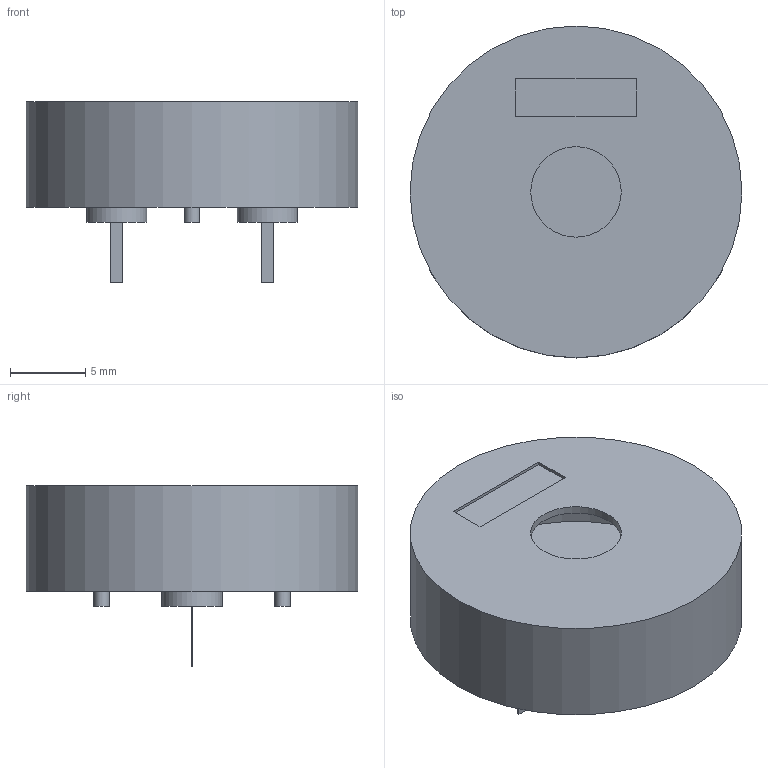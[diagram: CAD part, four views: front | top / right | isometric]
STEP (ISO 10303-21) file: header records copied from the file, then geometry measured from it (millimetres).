
FILE_DESCRIPTION(('FreeCAD Model'),'2;1');
FILE_NAME('Open CASCADE Shape Model','2023-04-29T21:52:21',(''),(''), 'Open CASCADE STEP processor 7.6','FreeCAD','Unknown');
FILE_SCHEMA(('AUTOMOTIVE_DESIGN { 1 0 10303 214 1 1 1 1 }'));
Length unit declared in the file: millimetre
Products named in the file (3): PiezoBuzzerAC2208; PinBody; HousingBody
Assembly tree (3 placements, depth 2):
  PiezoBuzzerAC2208
    PinBody  x2
    HousingBody
Bounding box: 22 x 22 x 12 mm (x, y, z)
Volume: 592 mm3; surface area: 2335.8 mm2
Topology: 3 solids, 3 shells, 32 faces, 57 edges, 38 vertices
Faces by surface type: plane 25, cylinder 7
Full cylindrical faces by diameter (mm): 1 x2, 4 x2, 6 x1, 21 x1, 22 x1
Entity records: 1267 total; most frequent: CARTESIAN_POINT 247, DIRECTION 177, ORIENTED_EDGE 90, PCURVE 90, DEFINITIONAL_REPRESENTATION 90, LINE 79, VECTOR 79, EDGE_CURVE 45
